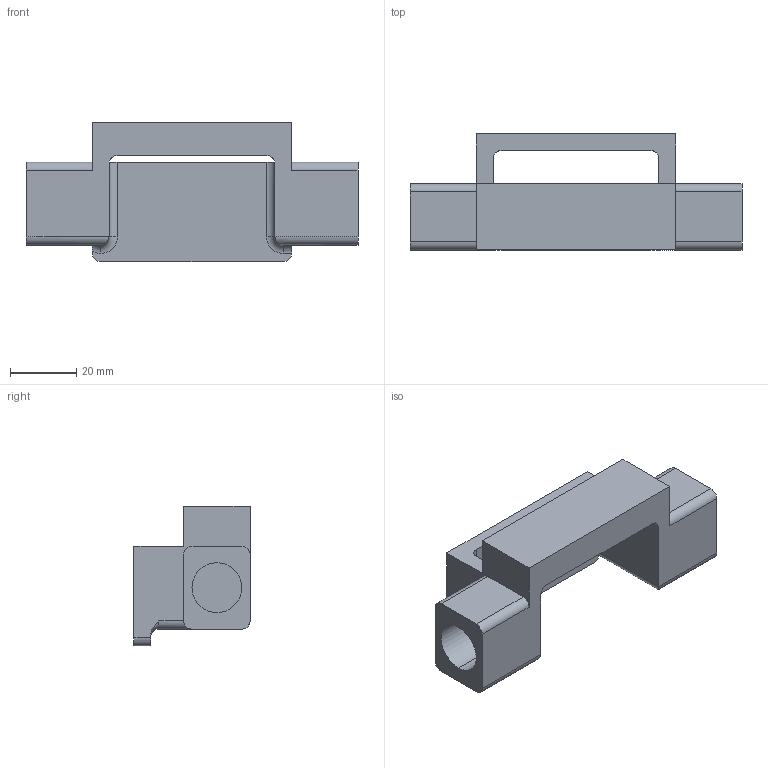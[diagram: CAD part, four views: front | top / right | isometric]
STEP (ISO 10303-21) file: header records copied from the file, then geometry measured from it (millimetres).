
FILE_DESCRIPTION (( 'STEP AP203' ), '1' );
FILE_NAME ('BirrotorUnion.STEP', '2024-05-08T02:21:21', ( '' ), ( '' ), 'SwSTEP 2.0', 'SolidWorks 2024', '' );
FILE_SCHEMA (( 'CONFIG_CONTROL_DESIGN' ));
Length unit declared in the file: millimetre
Products named in the file (1): BirrotorUnion
Bounding box: 100 x 35 x 42 mm (x, y, z)
Volume: 43399.2 mm3; surface area: 16547 mm2
Topology: 1 solids, 1 shells, 47 faces, 126 edges, 81 vertices
Faces by surface type: cylinder 22, plane 22, torus 3
Entity records: 1558 total; most frequent: CARTESIAN_POINT 279, DIRECTION 258, ORIENTED_EDGE 252, EDGE_CURVE 126, AXIS2_PLACEMENT_3D 90, VERTEX_POINT 81, LINE 78, VECTOR 78
